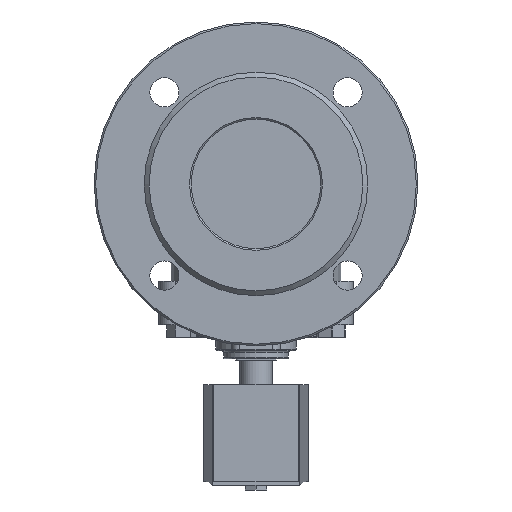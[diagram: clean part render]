
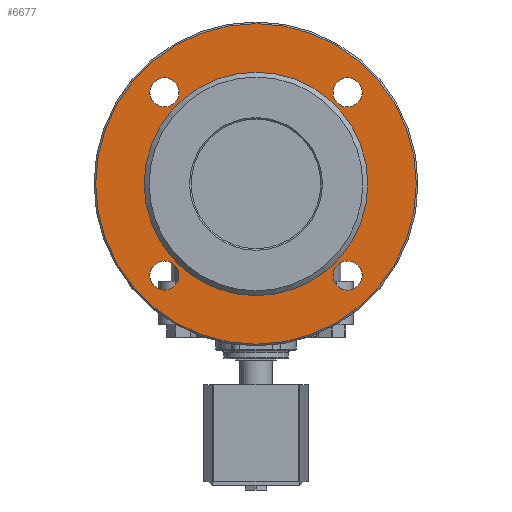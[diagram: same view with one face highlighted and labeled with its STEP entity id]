
A CAD part, left-side view. The second image highlights one B-rep face of the part: STEP entity #6677.
In plain terms, the highlighted planar face has unit normal (-1, 0, 0).
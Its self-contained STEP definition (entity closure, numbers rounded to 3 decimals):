
#166=FACE_BOUND('',#2324,.T.);
#167=FACE_BOUND('',#2325,.T.);
#168=FACE_BOUND('',#2326,.T.);
#169=FACE_BOUND('',#2327,.T.);
#170=FACE_BOUND('',#2328,.T.);
#419=PLANE('',#7361);
#1918=FACE_OUTER_BOUND('',#2323,.T.);
#2323=EDGE_LOOP('',(#5885));
#2324=EDGE_LOOP('',(#5886));
#2325=EDGE_LOOP('',(#5887));
#2326=EDGE_LOOP('',(#5888));
#2327=EDGE_LOOP('',(#5889));
#2328=EDGE_LOOP('',(#5890));
#2588=CIRCLE('',#7360,99.);
#2589=CIRCLE('',#7362,69.);
#2590=CIRCLE('',#7363,9.);
#2591=CIRCLE('',#7364,9.);
#2592=CIRCLE('',#7365,9.);
#2593=CIRCLE('',#7366,9.);
#3164=VERTEX_POINT('',#12428);
#3165=VERTEX_POINT('',#12432);
#3166=VERTEX_POINT('',#12434);
#3167=VERTEX_POINT('',#12436);
#3168=VERTEX_POINT('',#12438);
#3169=VERTEX_POINT('',#12440);
#4073=EDGE_CURVE('',#3164,#3164,#2588,.T.);
#4074=EDGE_CURVE('',#3165,#3165,#2589,.T.);
#4075=EDGE_CURVE('',#3166,#3166,#2590,.T.);
#4076=EDGE_CURVE('',#3167,#3167,#2591,.T.);
#4077=EDGE_CURVE('',#3168,#3168,#2592,.T.);
#4078=EDGE_CURVE('',#3169,#3169,#2593,.T.);
#5885=ORIENTED_EDGE('',*,*,#4073,.F.);
#5886=ORIENTED_EDGE('',*,*,#4074,.F.);
#5887=ORIENTED_EDGE('',*,*,#4075,.F.);
#5888=ORIENTED_EDGE('',*,*,#4076,.F.);
#5889=ORIENTED_EDGE('',*,*,#4077,.F.);
#5890=ORIENTED_EDGE('',*,*,#4078,.F.);
#6677=ADVANCED_FACE('',(#1918,#166,#167,#168,#169,#170),#419,.F.);
#7360=AXIS2_PLACEMENT_3D('',#12430,#9184,#9185);
#7361=AXIS2_PLACEMENT_3D('',#12431,#9186,#9187);
#7362=AXIS2_PLACEMENT_3D('',#12433,#9188,#9189);
#7363=AXIS2_PLACEMENT_3D('',#12435,#9190,#9191);
#7364=AXIS2_PLACEMENT_3D('',#12437,#9192,#9193);
#7365=AXIS2_PLACEMENT_3D('',#12439,#9194,#9195);
#7366=AXIS2_PLACEMENT_3D('',#12441,#9196,#9197);
#9184=DIRECTION('center_axis',(1.,0.,0.));
#9185=DIRECTION('ref_axis',(0.,0.,1.));
#9186=DIRECTION('center_axis',(1.,0.,0.));
#9187=DIRECTION('ref_axis',(0.,0.,-1.));
#9188=DIRECTION('center_axis',(-1.,0.,0.));
#9189=DIRECTION('ref_axis',(0.,-1.,0.));
#9190=DIRECTION('center_axis',(-1.,0.,0.));
#9191=DIRECTION('ref_axis',(0.,0.,1.));
#9192=DIRECTION('center_axis',(-1.,0.,0.));
#9193=DIRECTION('ref_axis',(0.,0.,1.));
#9194=DIRECTION('center_axis',(-1.,0.,0.));
#9195=DIRECTION('ref_axis',(0.,0.,1.));
#9196=DIRECTION('center_axis',(-1.,0.,0.));
#9197=DIRECTION('ref_axis',(0.,0.,1.));
#12428=CARTESIAN_POINT('',(3.,0.,-99.));
#12430=CARTESIAN_POINT('Origin',(3.,0.,0.));
#12431=CARTESIAN_POINT('Origin',(3.,0.,0.));
#12432=CARTESIAN_POINT('',(3.,69.,0.));
#12433=CARTESIAN_POINT('Origin',(3.,0.,0.));
#12434=CARTESIAN_POINT('',(3.,-56.569,47.569));
#12435=CARTESIAN_POINT('Origin',(3.,-56.569,56.569));
#12436=CARTESIAN_POINT('',(3.,56.569,47.569));
#12437=CARTESIAN_POINT('Origin',(3.,56.569,56.569));
#12438=CARTESIAN_POINT('',(3.,56.569,-65.569));
#12439=CARTESIAN_POINT('Origin',(3.,56.569,-56.569));
#12440=CARTESIAN_POINT('',(3.,-56.569,-65.569));
#12441=CARTESIAN_POINT('Origin',(3.,-56.569,-56.569));
